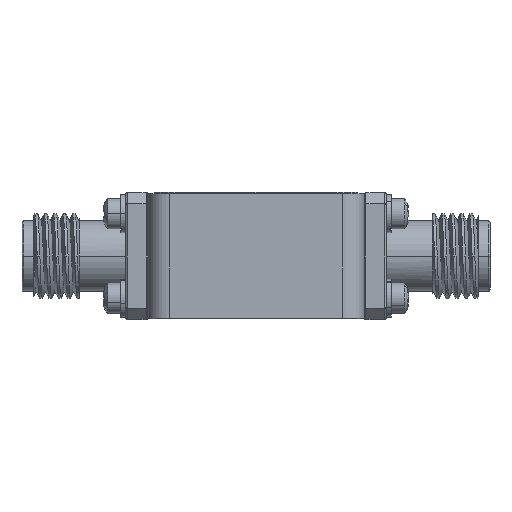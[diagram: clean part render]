
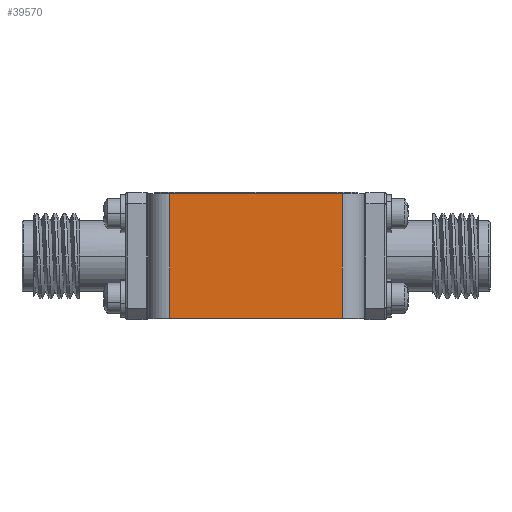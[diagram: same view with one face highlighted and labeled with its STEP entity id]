
A CAD part, top view. The second image highlights one B-rep face of the part: STEP entity #39570.
In plain terms, the highlighted planar face has unit normal (0, 0, 1).
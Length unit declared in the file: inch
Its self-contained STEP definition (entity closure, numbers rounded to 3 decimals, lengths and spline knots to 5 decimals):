
#1495 = CARTESIAN_POINT ( 'NONE',  ( 0.255, -0.184, 0.29 ) ) ;
#2388 = DIRECTION ( 'NONE',  ( 0., -1., 0. ) ) ;
#2821 = CARTESIAN_POINT ( 'NONE',  ( -0.255, 0.184, 0.29 ) ) ;
#3626 = PLANE ( 'NONE',  #8738 ) ;
#3803 = VECTOR ( 'NONE', #17949, 39.37008 ) ;
#7066 = CARTESIAN_POINT ( 'NONE',  ( 0.255, 0.184, 0.29 ) ) ;
#8738 = AXIS2_PLACEMENT_3D ( 'NONE', #11322, #30854, #26142 ) ;
#11322 = CARTESIAN_POINT ( 'NONE',  ( -0.255, 0.184, 0.29 ) ) ;
#14452 = ORIENTED_EDGE ( 'NONE', *, *, #35648, .T. ) ;
#15315 = ORIENTED_EDGE ( 'NONE', *, *, #21186, .T. ) ;
#16234 = EDGE_CURVE ( 'NONE', #32943, #43736, #25849, .T. ) ;
#17004 = CARTESIAN_POINT ( 'NONE',  ( -0.255, -0.184, 0.29 ) ) ;
#17048 = LINE ( 'NONE', #42814, #33421 ) ;
#17849 = VECTOR ( 'NONE', #28053, 39.37008 ) ;
#17949 = DIRECTION ( 'NONE',  ( 1., 0., 0. ) ) ;
#18017 = CARTESIAN_POINT ( 'NONE',  ( 0.255, 0.184, 0.29 ) ) ;
#20786 = DIRECTION ( 'NONE',  ( 0., -1., 0. ) ) ;
#21134 = LINE ( 'NONE', #39184, #17849 ) ;
#21186 = EDGE_CURVE ( 'NONE', #33494, #22451, #17048, .T. ) ;
#22451 = VERTEX_POINT ( 'NONE', #17004 ) ;
#22731 = VECTOR ( 'NONE', #2388, 39.37008 ) ;
#25849 = LINE ( 'NONE', #7066, #22731 ) ;
#26142 = DIRECTION ( 'NONE',  ( -1., 0., 0. ) ) ;
#28053 = DIRECTION ( 'NONE',  ( 1., 0., 0. ) ) ;
#30854 = DIRECTION ( 'NONE',  ( 0., 0., -1. ) ) ;
#31016 = ORIENTED_EDGE ( 'NONE', *, *, #38536, .F. ) ;
#31074 = CARTESIAN_POINT ( 'NONE',  ( -0.255, 0.184, 0.29 ) ) ;
#32943 = VERTEX_POINT ( 'NONE', #18017 ) ;
#33421 = VECTOR ( 'NONE', #20786, 39.37008 ) ;
#33494 = VERTEX_POINT ( 'NONE', #31074 ) ;
#35648 = EDGE_CURVE ( 'NONE', #22451, #43736, #21134, .T. ) ;
#36745 = LINE ( 'NONE', #2821, #3803 ) ;
#37262 = ORIENTED_EDGE ( 'NONE', *, *, #16234, .F. ) ;
#38536 = EDGE_CURVE ( 'NONE', #33494, #32943, #36745, .T. ) ;
#39184 = CARTESIAN_POINT ( 'NONE',  ( -0.255, -0.184, 0.29 ) ) ;
#39570 = ADVANCED_FACE ( 'NONE', ( #45490 ), #3626, .F. ) ;
#42814 = CARTESIAN_POINT ( 'NONE',  ( -0.255, 0.184, 0.29 ) ) ;
#43736 = VERTEX_POINT ( 'NONE', #1495 ) ;
#45490 = FACE_OUTER_BOUND ( 'NONE', #47058, .T. ) ;
#47058 = EDGE_LOOP ( 'NONE', ( #14452, #37262, #31016, #15315 ) ) ;
